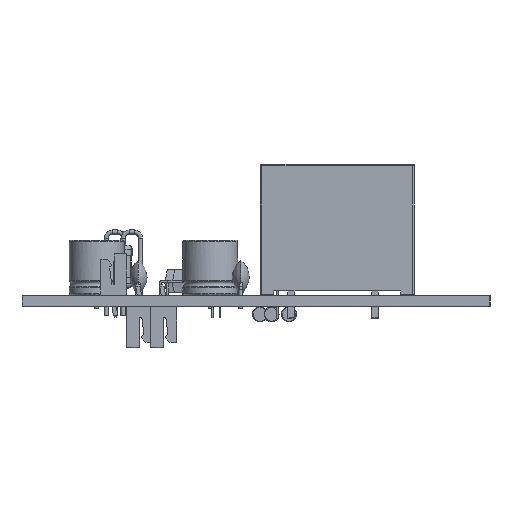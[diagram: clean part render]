
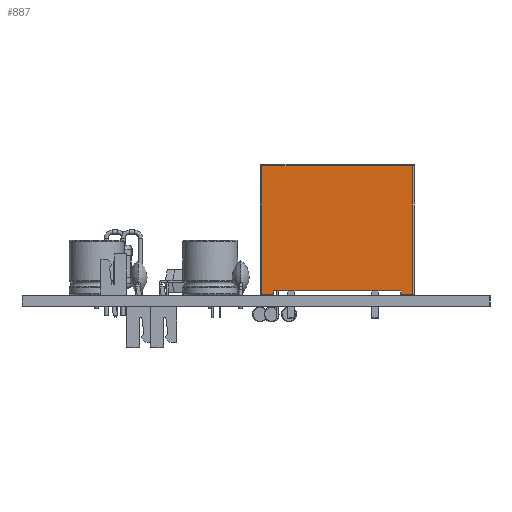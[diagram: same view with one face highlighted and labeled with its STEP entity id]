
A CAD part, left-side view. The second image highlights one B-rep face of the part: STEP entity #887.
In plain terms, the highlighted planar face has unit normal (-1, 0, 0).
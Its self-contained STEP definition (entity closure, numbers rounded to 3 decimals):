
#680 = VERTEX_POINT('',#681);
#681 = CARTESIAN_POINT('',(-8.25,2.3,18.85));
#688 = EDGE_CURVE('',#689,#680,#691,.T.);
#689 = VERTEX_POINT('',#690);
#690 = CARTESIAN_POINT('',(-8.25,-19.7,18.85));
#691 = LINE('',#692,#693);
#692 = CARTESIAN_POINT('',(-8.25,-19.7,18.85));
#693 = VECTOR('',#694,1.);
#694 = DIRECTION('',(0.,1.,0.));
#887 = ADVANCED_FACE('',(#888),#945,.T.);
#888 = FACE_BOUND('',#889,.T.);
#889 = EDGE_LOOP('',(#890,#898,#906,#914,#922,#930,#938,#944));
#890 = ORIENTED_EDGE('',*,*,#891,.F.);
#891 = EDGE_CURVE('',#892,#680,#894,.T.);
#892 = VERTEX_POINT('',#893);
#893 = CARTESIAN_POINT('',(-8.25,2.3,0.1));
#894 = LINE('',#895,#896);
#895 = CARTESIAN_POINT('',(-8.25,2.3,0.1));
#896 = VECTOR('',#897,1.);
#897 = DIRECTION('',(0.,0.,1.));
#898 = ORIENTED_EDGE('',*,*,#899,.F.);
#899 = EDGE_CURVE('',#900,#892,#902,.T.);
#900 = VERTEX_POINT('',#901);
#901 = CARTESIAN_POINT('',(-8.25,0.55,0.1));
#902 = LINE('',#903,#904);
#903 = CARTESIAN_POINT('',(-8.25,-19.95,0.1));
#904 = VECTOR('',#905,1.);
#905 = DIRECTION('',(0.,1.,0.));
#906 = ORIENTED_EDGE('',*,*,#907,.T.);
#907 = EDGE_CURVE('',#900,#908,#910,.T.);
#908 = VERTEX_POINT('',#909);
#909 = CARTESIAN_POINT('',(-8.25,0.55,0.6));
#910 = LINE('',#911,#912);
#911 = CARTESIAN_POINT('',(-8.25,0.55,0.1));
#912 = VECTOR('',#913,1.);
#913 = DIRECTION('',(0.,0.,1.));
#914 = ORIENTED_EDGE('',*,*,#915,.F.);
#915 = EDGE_CURVE('',#916,#908,#918,.T.);
#916 = VERTEX_POINT('',#917);
#917 = CARTESIAN_POINT('',(-8.25,-17.95,0.6));
#918 = LINE('',#919,#920);
#919 = CARTESIAN_POINT('',(-8.25,-17.95,0.6));
#920 = VECTOR('',#921,1.);
#921 = DIRECTION('',(0.,1.,0.));
#922 = ORIENTED_EDGE('',*,*,#923,.F.);
#923 = EDGE_CURVE('',#924,#916,#926,.T.);
#924 = VERTEX_POINT('',#925);
#925 = CARTESIAN_POINT('',(-8.25,-17.95,0.1));
#926 = LINE('',#927,#928);
#927 = CARTESIAN_POINT('',(-8.25,-17.95,0.1));
#928 = VECTOR('',#929,1.);
#929 = DIRECTION('',(0.,0.,1.));
#930 = ORIENTED_EDGE('',*,*,#931,.F.);
#931 = EDGE_CURVE('',#932,#924,#934,.T.);
#932 = VERTEX_POINT('',#933);
#933 = CARTESIAN_POINT('',(-8.25,-19.7,0.1));
#934 = LINE('',#935,#936);
#935 = CARTESIAN_POINT('',(-8.25,-19.95,0.1));
#936 = VECTOR('',#937,1.);
#937 = DIRECTION('',(0.,1.,0.));
#938 = ORIENTED_EDGE('',*,*,#939,.T.);
#939 = EDGE_CURVE('',#932,#689,#940,.T.);
#940 = LINE('',#941,#942);
#941 = CARTESIAN_POINT('',(-8.25,-19.7,0.1));
#942 = VECTOR('',#943,1.);
#943 = DIRECTION('',(0.,0.,1.));
#944 = ORIENTED_EDGE('',*,*,#688,.T.);
#945 = PLANE('',#946);
#946 = AXIS2_PLACEMENT_3D('',#947,#948,#949);
#947 = CARTESIAN_POINT('',(-8.25,-19.95,0.1));
#948 = DIRECTION('',(-1.,0.,0.));
#949 = DIRECTION('',(0.,1.,0.));
